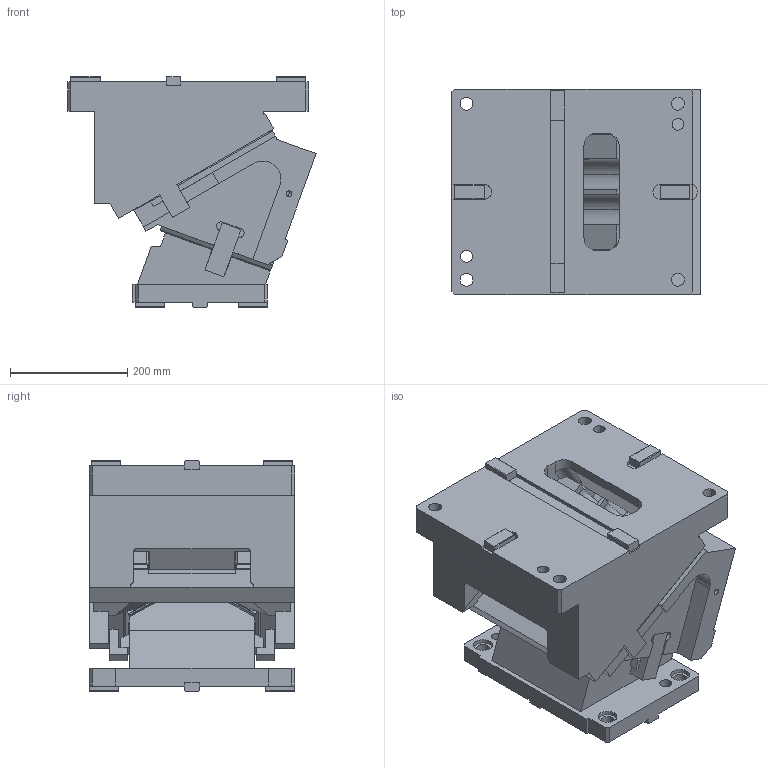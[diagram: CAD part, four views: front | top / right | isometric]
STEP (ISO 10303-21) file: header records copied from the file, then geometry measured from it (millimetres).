
FILE_DESCRIPTION(('CATIA V5 STEP Exchange'),'2;1');
FILE_NAME('CACV_350_20.stp','2015-04-24T14:18:23+00:00',('none'),('none'),'CATIA Version 5 Release 19 SP 2 (IN-10)','CATIA V5 STEP AP203','none');
FILE_SCHEMA(('CONFIG_CONTROL_DESIGN'));
Length unit declared in the file: millimetre
Products named in the file (1): CACV_350_20
Bounding box: 422.92 x 350 x 393 mm (x, y, z)
Volume: 31972830 mm3; surface area: 1420476.8 mm2
Topology: 3 solids, 5 shells, 587 faces, 1726 edges, 1138 vertices
Faces by surface type: plane 406, cylinder 145, bspline 12, extrusion 12, cone 10, torus 2
Entity records: 19618 total; most frequent: CARTESIAN_POINT 4806, ORIENTED_EDGE 3376, DIRECTION 2509, EDGE_CURVE 1688, VECTOR 1358, LINE 1346, VERTEX_POINT 1126, AXIS2_PLACEMENT_3D 668
